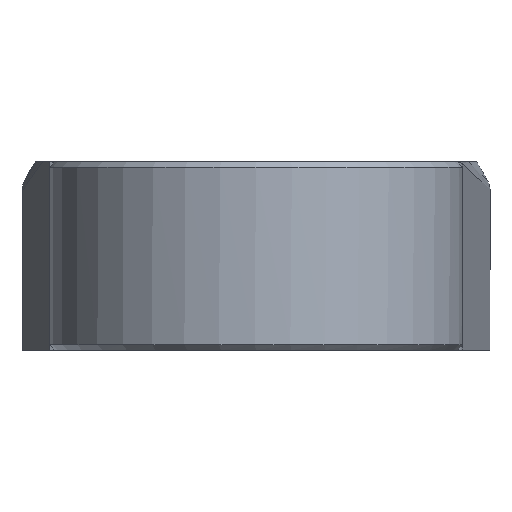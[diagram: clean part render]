
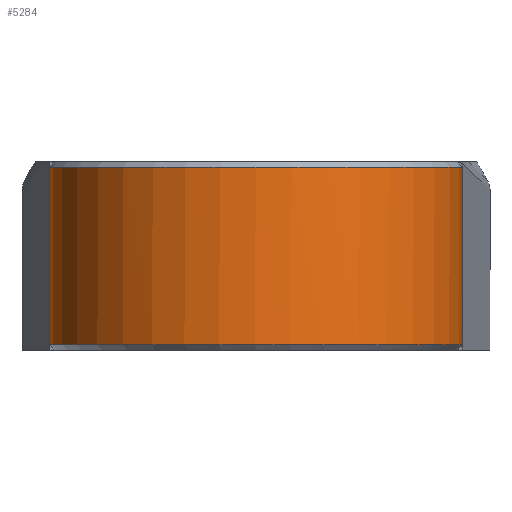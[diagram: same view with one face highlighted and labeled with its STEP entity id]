
A CAD part, front view. The second image highlights one B-rep face of the part: STEP entity #5284.
In plain terms, the highlighted cylindrical face has radius 37.5 mm (diameter 75 mm), a partial arc.
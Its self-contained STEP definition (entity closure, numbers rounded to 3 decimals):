
#61 = EDGE_LOOP ( 'NONE', ( #5215, #2585, #2930, #5722, #3076, #5259, #3250 ) ) ;
#103 = VECTOR ( 'NONE', #6124, 1000. ) ;
#191 = CARTESIAN_POINT ( 'NONE',  ( 37.497, -0.5, 3. ) ) ;
#221 = DIRECTION ( 'NONE',  ( 0., 0., 1. ) ) ;
#374 = CARTESIAN_POINT ( 'NONE',  ( 37.488, -1.167, 3.667 ) ) ;
#687 = CARTESIAN_POINT ( 'NONE',  ( 0., 0., 33.2 ) ) ;
#717 = CARTESIAN_POINT ( 'NONE',  ( 37.497, -0.5, 153.285 ) ) ;
#767 =( BOUNDED_CURVE ( )  B_SPLINE_CURVE ( 3, ( #2042, #5003, #374, #6132 ),
 .UNSPECIFIED., .F., .F. ) 
 B_SPLINE_CURVE_WITH_KNOTS ( ( 4, 4 ),
 ( 4.646, 4.699 ),
 .UNSPECIFIED. ) 
 CURVE ( )  GEOMETRIC_REPRESENTATION_ITEM ( )  RATIONAL_B_SPLINE_CURVE ( ( 1., 1., 1., 1. ) ) 
 REPRESENTATION_ITEM ( '' )  );
#927 = CARTESIAN_POINT ( 'NONE',  ( 37.497, -0.5, 1. ) ) ;
#1049 = EDGE_CURVE ( 'NONE', #2940, #4502, #2501, .T. ) ;
#1174 = VECTOR ( 'NONE', #3499, 1000. ) ;
#1407 = AXIS2_PLACEMENT_3D ( 'NONE', #2059, #1556, #3604 ) ;
#1556 = DIRECTION ( 'NONE',  ( 0., 0., -1. ) ) ;
#1625 = AXIS2_PLACEMENT_3D ( 'NONE', #4981, #221, #5909 ) ;
#1666 = CARTESIAN_POINT ( 'NONE',  ( -37.5, 0., 33.2 ) ) ;
#1829 = CIRCLE ( 'NONE', #5367, 37.5 ) ;
#1898 = CARTESIAN_POINT ( 'NONE',  ( 37.5, 0., 153.285 ) ) ;
#2042 = CARTESIAN_POINT ( 'NONE',  ( 37.417, -2.5, 5. ) ) ;
#2059 = CARTESIAN_POINT ( 'NONE',  ( 0., 0., 153.285 ) ) ;
#2369 = AXIS2_PLACEMENT_3D ( 'NONE', #687, #3697, #5695 ) ;
#2399 = DIRECTION ( 'NONE',  ( 0., 0., -1. ) ) ;
#2461 = VERTEX_POINT ( 'NONE', #927 ) ;
#2501 = LINE ( 'NONE', #2934, #1174 ) ;
#2516 = EDGE_CURVE ( 'NONE', #4405, #5079, #767, .T. ) ;
#2585 = ORIENTED_EDGE ( 'NONE', *, *, #2516, .F. ) ;
#2631 = EDGE_CURVE ( 'NONE', #4913, #2940, #5262, .T. ) ;
#2815 = LINE ( 'NONE', #717, #4427 ) ;
#2930 = ORIENTED_EDGE ( 'NONE', *, *, #4029, .F. ) ;
#2934 = CARTESIAN_POINT ( 'NONE',  ( -37.5, 0., 153.285 ) ) ;
#2940 = VERTEX_POINT ( 'NONE', #1666 ) ;
#2992 = VERTEX_POINT ( 'NONE', #5155 ) ;
#3067 = FACE_OUTER_BOUND ( 'NONE', #61, .T. ) ;
#3076 = ORIENTED_EDGE ( 'NONE', *, *, #2631, .T. ) ;
#3250 = ORIENTED_EDGE ( 'NONE', *, *, #4389, .T. ) ;
#3421 = CARTESIAN_POINT ( 'NONE',  ( -37.5, 0., 1. ) ) ;
#3499 = DIRECTION ( 'NONE',  ( 0., 0., -1. ) ) ;
#3604 = DIRECTION ( 'NONE',  ( -1., 0., 0. ) ) ;
#3697 = DIRECTION ( 'NONE',  ( 0., 0., -1. ) ) ;
#4029 = EDGE_CURVE ( 'NONE', #2992, #4405, #1829, .T. ) ;
#4389 = EDGE_CURVE ( 'NONE', #4502, #2461, #5801, .T. ) ;
#4405 = VERTEX_POINT ( 'NONE', #6374 ) ;
#4427 = VECTOR ( 'NONE', #4823, 1000. ) ;
#4461 = LINE ( 'NONE', #1898, #103 ) ;
#4484 = CARTESIAN_POINT ( 'NONE',  ( 0., 0., 5. ) ) ;
#4502 = VERTEX_POINT ( 'NONE', #3421 ) ;
#4790 = EDGE_CURVE ( 'NONE', #4913, #2992, #4461, .T. ) ;
#4823 = DIRECTION ( 'NONE',  ( 0., 0., -1. ) ) ;
#4913 = VERTEX_POINT ( 'NONE', #5815 ) ;
#4929 = EDGE_CURVE ( 'NONE', #5079, #2461, #2815, .T. ) ;
#4981 = CARTESIAN_POINT ( 'NONE',  ( 0., 0., 1. ) ) ;
#5003 = CARTESIAN_POINT ( 'NONE',  ( 37.461, -1.834, 4.334 ) ) ;
#5079 = VERTEX_POINT ( 'NONE', #191 ) ;
#5155 = CARTESIAN_POINT ( 'NONE',  ( 37.5, 0., 5. ) ) ;
#5215 = ORIENTED_EDGE ( 'NONE', *, *, #4929, .F. ) ;
#5259 = ORIENTED_EDGE ( 'NONE', *, *, #1049, .T. ) ;
#5262 = CIRCLE ( 'NONE', #2369, 37.5 ) ;
#5284 = ADVANCED_FACE ( 'NONE', ( #3067 ), #6650, .T. ) ;
#5367 = AXIS2_PLACEMENT_3D ( 'NONE', #4484, #2399, #6485 ) ;
#5695 = DIRECTION ( 'NONE',  ( 1., 0., 0. ) ) ;
#5722 = ORIENTED_EDGE ( 'NONE', *, *, #4790, .F. ) ;
#5801 = CIRCLE ( 'NONE', #1625, 37.5 ) ;
#5815 = CARTESIAN_POINT ( 'NONE',  ( 37.5, 0., 33.2 ) ) ;
#5909 = DIRECTION ( 'NONE',  ( 1., 0., 0. ) ) ;
#6124 = DIRECTION ( 'NONE',  ( 0., 0., -1. ) ) ;
#6132 = CARTESIAN_POINT ( 'NONE',  ( 37.497, -0.5, 3. ) ) ;
#6374 = CARTESIAN_POINT ( 'NONE',  ( 37.417, -2.5, 5. ) ) ;
#6485 = DIRECTION ( 'NONE',  ( 0., -1., 0. ) ) ;
#6650 = CYLINDRICAL_SURFACE ( 'NONE', #1407, 37.5 ) ;
